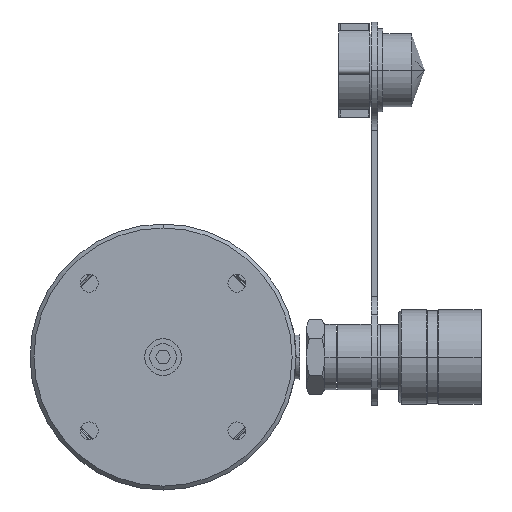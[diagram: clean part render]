
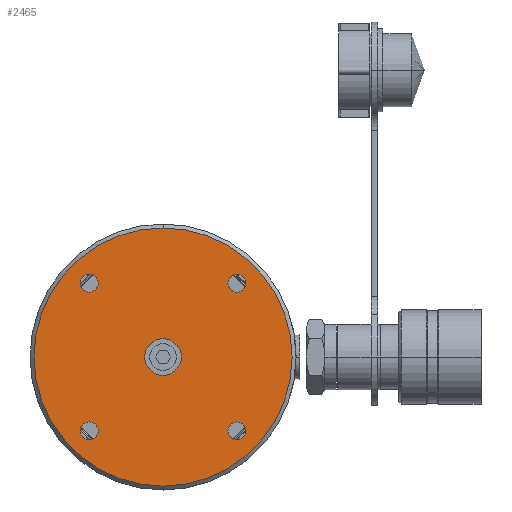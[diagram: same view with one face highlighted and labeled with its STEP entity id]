
A CAD part, left-side view. The second image highlights one B-rep face of the part: STEP entity #2465.
In plain terms, the highlighted planar face has unit normal (-1, 0, 0).
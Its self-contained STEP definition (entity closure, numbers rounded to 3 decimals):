
#102 = CARTESIAN_POINT ( 'NONE',  ( 0., -28.284, -24.884 ) ) ;
#126 = CIRCLE ( 'NONE', #5053, 3.4 ) ;
#513 = DIRECTION ( 'NONE',  ( -1., 0., 0. ) ) ;
#531 = VERTEX_POINT ( 'NONE', #4312 ) ;
#639 = AXIS2_PLACEMENT_3D ( 'NONE', #7566, #6261, #3399 ) ;
#652 = ORIENTED_EDGE ( 'NONE', *, *, #7641, .F. ) ;
#691 = DIRECTION ( 'NONE',  ( -1., 0., 0. ) ) ;
#795 = CIRCLE ( 'NONE', #2207, 49.5 ) ;
#919 = AXIS2_PLACEMENT_3D ( 'NONE', #8135, #8126, #8112 ) ;
#1278 = DIRECTION ( 'NONE',  ( 1., 0., 0. ) ) ;
#1312 = VERTEX_POINT ( 'NONE', #3279 ) ;
#1356 = EDGE_CURVE ( 'NONE', #6472, #531, #795, .T. ) ;
#1398 = DIRECTION ( 'NONE',  ( 0., 0., 1. ) ) ;
#1464 = CARTESIAN_POINT ( 'NONE',  ( 0., 0., 0. ) ) ;
#1679 = AXIS2_PLACEMENT_3D ( 'NONE', #2545, #7562, #8428 ) ;
#1701 = CARTESIAN_POINT ( 'NONE',  ( 0., -28.284, 28.284 ) ) ;
#1721 = PLANE ( 'NONE',  #3982 ) ;
#1828 = VERTEX_POINT ( 'NONE', #6106 ) ;
#1904 = DIRECTION ( 'NONE',  ( 0., 0., 1. ) ) ;
#1911 = AXIS2_PLACEMENT_3D ( 'NONE', #3286, #513, #6797 ) ;
#2004 = CARTESIAN_POINT ( 'NONE',  ( 0., 28.284, 28.284 ) ) ;
#2007 = CARTESIAN_POINT ( 'NONE',  ( 0., 7., 0. ) ) ;
#2143 = AXIS2_PLACEMENT_3D ( 'NONE', #1701, #7965, #5344 ) ;
#2207 = AXIS2_PLACEMENT_3D ( 'NONE', #1464, #4010, #1398 ) ;
#2309 = ORIENTED_EDGE ( 'NONE', *, *, #7707, .F. ) ;
#2350 = VERTEX_POINT ( 'NONE', #3419 ) ;
#2439 = EDGE_CURVE ( 'NONE', #531, #6472, #2816, .T. ) ;
#2465 = ADVANCED_FACE ( 'NONE', ( #3418, #8384, #6900, #5137, #6077, #7245 ), #1721, .F. ) ;
#2520 = EDGE_CURVE ( 'NONE', #7799, #1312, #7850, .T. ) ;
#2545 = CARTESIAN_POINT ( 'NONE',  ( 0., 0., 0. ) ) ;
#2673 = CARTESIAN_POINT ( 'NONE',  ( 0., -28.284, 28.284 ) ) ;
#2800 = AXIS2_PLACEMENT_3D ( 'NONE', #2673, #7281, #7516 ) ;
#2816 = CIRCLE ( 'NONE', #6975, 49.5 ) ;
#2885 = ORIENTED_EDGE ( 'NONE', *, *, #8459, .F. ) ;
#2888 = CIRCLE ( 'NONE', #639, 3.4 ) ;
#2971 = CARTESIAN_POINT ( 'NONE',  ( 0., 0., -7. ) ) ;
#2978 = ORIENTED_EDGE ( 'NONE', *, *, #7375, .F. ) ;
#3005 = CIRCLE ( 'NONE', #1679, 7. ) ;
#3240 = CIRCLE ( 'NONE', #5832, 3.4 ) ;
#3279 = CARTESIAN_POINT ( 'NONE',  ( 0., 28.284, -31.684 ) ) ;
#3286 = CARTESIAN_POINT ( 'NONE',  ( 0., 28.284, -28.284 ) ) ;
#3342 = EDGE_CURVE ( 'NONE', #1312, #7799, #126, .T. ) ;
#3399 = DIRECTION ( 'NONE',  ( 0., 0., 1. ) ) ;
#3418 = FACE_BOUND ( 'NONE', #7346, .T. ) ;
#3419 = CARTESIAN_POINT ( 'NONE',  ( 0., -28.284, 24.884 ) ) ;
#3425 = EDGE_CURVE ( 'NONE', #4965, #1828, #3898, .T. ) ;
#3585 = CARTESIAN_POINT ( 'NONE',  ( 0., 0., 7. ) ) ;
#3655 = EDGE_CURVE ( 'NONE', #4281, #5052, #3800, .T. ) ;
#3800 = CIRCLE ( 'NONE', #919, 7. ) ;
#3802 = CARTESIAN_POINT ( 'NONE',  ( 0., 0., -49.5 ) ) ;
#3846 = EDGE_CURVE ( 'NONE', #8760, #4692, #3240, .T. ) ;
#3898 = CIRCLE ( 'NONE', #8926, 3.4 ) ;
#3982 = AXIS2_PLACEMENT_3D ( 'NONE', #2007, #1278, #6252 ) ;
#4010 = DIRECTION ( 'NONE',  ( -1., 0., 0. ) ) ;
#4112 = DIRECTION ( 'NONE',  ( 0., 0., 1. ) ) ;
#4121 = ORIENTED_EDGE ( 'NONE', *, *, #3655, .F. ) ;
#4211 = EDGE_LOOP ( 'NONE', ( #8486, #5582 ) ) ;
#4281 = VERTEX_POINT ( 'NONE', #2971 ) ;
#4312 = CARTESIAN_POINT ( 'NONE',  ( 0., 0., 49.5 ) ) ;
#4370 = DIRECTION ( 'NONE',  ( -1., 0., 0. ) ) ;
#4692 = VERTEX_POINT ( 'NONE', #102 ) ;
#4965 = VERTEX_POINT ( 'NONE', #7833 ) ;
#5052 = VERTEX_POINT ( 'NONE', #3585 ) ;
#5053 = AXIS2_PLACEMENT_3D ( 'NONE', #6018, #8846, #6005 ) ;
#5137 = FACE_BOUND ( 'NONE', #8060, .T. ) ;
#5217 = CARTESIAN_POINT ( 'NONE',  ( 0., 0., 0. ) ) ;
#5260 = CIRCLE ( 'NONE', #2143, 3.4 ) ;
#5344 = DIRECTION ( 'NONE',  ( 0., 0., 1. ) ) ;
#5582 = ORIENTED_EDGE ( 'NONE', *, *, #3342, .F. ) ;
#5608 = EDGE_LOOP ( 'NONE', ( #7970, #4121 ) ) ;
#5758 = CARTESIAN_POINT ( 'NONE',  ( 0., 28.284, -24.884 ) ) ;
#5796 = DIRECTION ( 'NONE',  ( 0., 0., 1. ) ) ;
#5832 = AXIS2_PLACEMENT_3D ( 'NONE', #6671, #6657, #6648 ) ;
#6005 = DIRECTION ( 'NONE',  ( 0., 0., 1. ) ) ;
#6018 = CARTESIAN_POINT ( 'NONE',  ( 0., 28.284, -28.284 ) ) ;
#6077 = FACE_BOUND ( 'NONE', #5608, .T. ) ;
#6082 = ORIENTED_EDGE ( 'NONE', *, *, #2439, .T. ) ;
#6106 = CARTESIAN_POINT ( 'NONE',  ( 0., 28.284, 31.684 ) ) ;
#6108 = CARTESIAN_POINT ( 'NONE',  ( 0., 28.284, 28.284 ) ) ;
#6252 = DIRECTION ( 'NONE',  ( 0., 0., -1. ) ) ;
#6261 = DIRECTION ( 'NONE',  ( -1., 0., 0. ) ) ;
#6410 = DIRECTION ( 'NONE',  ( -1., 0., 0. ) ) ;
#6472 = VERTEX_POINT ( 'NONE', #3802 ) ;
#6497 = ORIENTED_EDGE ( 'NONE', *, *, #3846, .F. ) ;
#6648 = DIRECTION ( 'NONE',  ( 0., 0., 1. ) ) ;
#6657 = DIRECTION ( 'NONE',  ( -1., 0., 0. ) ) ;
#6671 = CARTESIAN_POINT ( 'NONE',  ( 0., -28.284, -28.284 ) ) ;
#6797 = DIRECTION ( 'NONE',  ( 0., 0., 1. ) ) ;
#6900 = FACE_BOUND ( 'NONE', #4211, .T. ) ;
#6913 = ORIENTED_EDGE ( 'NONE', *, *, #1356, .T. ) ;
#6975 = AXIS2_PLACEMENT_3D ( 'NONE', #5217, #4370, #5796 ) ;
#7017 = EDGE_LOOP ( 'NONE', ( #6913, #6082 ) ) ;
#7061 = EDGE_CURVE ( 'NONE', #5052, #4281, #3005, .T. ) ;
#7245 = FACE_OUTER_BOUND ( 'NONE', #7017, .T. ) ;
#7260 = CIRCLE ( 'NONE', #2800, 3.4 ) ;
#7271 = EDGE_LOOP ( 'NONE', ( #2309, #8491 ) ) ;
#7281 = DIRECTION ( 'NONE',  ( -1., 0., 0. ) ) ;
#7346 = EDGE_LOOP ( 'NONE', ( #652, #2978 ) ) ;
#7375 = EDGE_CURVE ( 'NONE', #2350, #8864, #7260, .T. ) ;
#7516 = DIRECTION ( 'NONE',  ( 0., 0., 1. ) ) ;
#7562 = DIRECTION ( 'NONE',  ( -1., 0., 0. ) ) ;
#7566 = CARTESIAN_POINT ( 'NONE',  ( 0., -28.284, -28.284 ) ) ;
#7641 = EDGE_CURVE ( 'NONE', #8864, #2350, #5260, .T. ) ;
#7707 = EDGE_CURVE ( 'NONE', #1828, #4965, #7756, .T. ) ;
#7756 = CIRCLE ( 'NONE', #8817, 3.4 ) ;
#7799 = VERTEX_POINT ( 'NONE', #5758 ) ;
#7833 = CARTESIAN_POINT ( 'NONE',  ( 0., 28.284, 24.884 ) ) ;
#7850 = CIRCLE ( 'NONE', #1911, 3.4 ) ;
#7899 = CARTESIAN_POINT ( 'NONE',  ( 0., -28.284, 31.684 ) ) ;
#7965 = DIRECTION ( 'NONE',  ( -1., 0., 0. ) ) ;
#7970 = ORIENTED_EDGE ( 'NONE', *, *, #7061, .F. ) ;
#8060 = EDGE_LOOP ( 'NONE', ( #2885, #6497 ) ) ;
#8112 = DIRECTION ( 'NONE',  ( 0., 0., 1. ) ) ;
#8126 = DIRECTION ( 'NONE',  ( -1., 0., 0. ) ) ;
#8135 = CARTESIAN_POINT ( 'NONE',  ( 0., 0., 0. ) ) ;
#8384 = FACE_BOUND ( 'NONE', #7271, .T. ) ;
#8428 = DIRECTION ( 'NONE',  ( 0., 0., 1. ) ) ;
#8459 = EDGE_CURVE ( 'NONE', #4692, #8760, #2888, .T. ) ;
#8486 = ORIENTED_EDGE ( 'NONE', *, *, #2520, .F. ) ;
#8491 = ORIENTED_EDGE ( 'NONE', *, *, #3425, .F. ) ;
#8543 = CARTESIAN_POINT ( 'NONE',  ( 0., -28.284, -31.684 ) ) ;
#8760 = VERTEX_POINT ( 'NONE', #8543 ) ;
#8817 = AXIS2_PLACEMENT_3D ( 'NONE', #6108, #691, #4112 ) ;
#8846 = DIRECTION ( 'NONE',  ( -1., 0., 0. ) ) ;
#8864 = VERTEX_POINT ( 'NONE', #7899 ) ;
#8926 = AXIS2_PLACEMENT_3D ( 'NONE', #2004, #6410, #1904 ) ;
